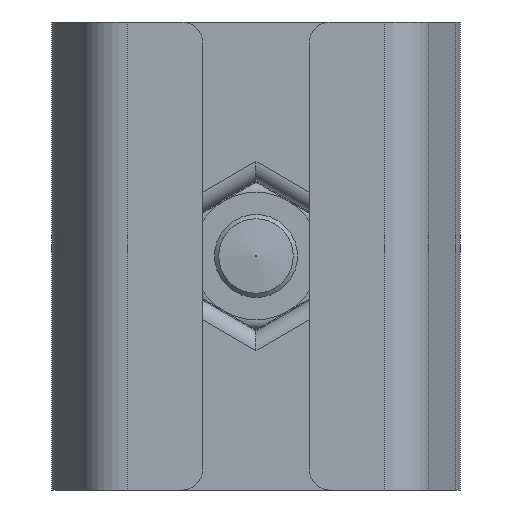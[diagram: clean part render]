
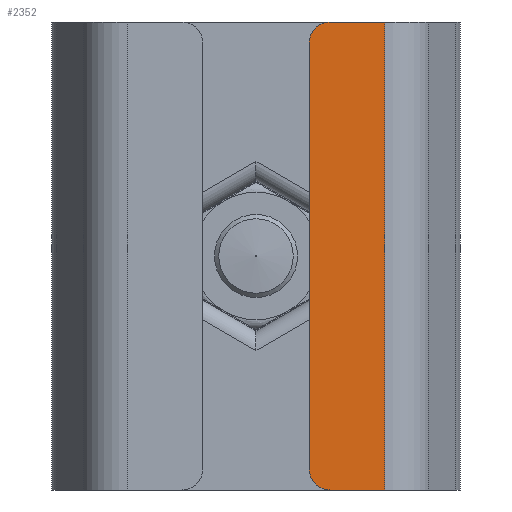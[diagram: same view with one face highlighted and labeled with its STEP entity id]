
A CAD part, front view. The second image highlights one B-rep face of the part: STEP entity #2352.
In plain terms, the highlighted planar face has unit normal (0, -1, 0).
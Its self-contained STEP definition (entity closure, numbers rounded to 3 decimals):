
#118=LINE('',#4905,#249);
#121=LINE('',#4911,#252);
#122=LINE('',#4913,#253);
#123=LINE('',#4915,#254);
#249=VECTOR('',#3111,10.);
#252=VECTOR('',#3116,10.);
#253=VECTOR('',#3117,10.);
#254=VECTOR('',#3118,10.);
#591=FACE_OUTER_BOUND('',#754,.T.);
#754=EDGE_LOOP('',(#1927,#1928,#1929,#1930,#1931,#1932));
#880=CIRCLE('',#2600,5.);
#882=CIRCLE('',#2604,5.);
#1056=VERTEX_POINT('',#4895);
#1057=VERTEX_POINT('',#4896);
#1060=VERTEX_POINT('',#4904);
#1062=VERTEX_POINT('',#4910);
#1063=VERTEX_POINT('',#4912);
#1064=VERTEX_POINT('',#4914);
#1360=EDGE_CURVE('',#1056,#1057,#880,.T.);
#1364=EDGE_CURVE('',#1057,#1060,#118,.T.);
#1367=EDGE_CURVE('',#1056,#1062,#121,.T.);
#1368=EDGE_CURVE('',#1062,#1063,#122,.T.);
#1369=EDGE_CURVE('',#1063,#1064,#123,.T.);
#1370=EDGE_CURVE('',#1060,#1064,#882,.T.);
#1927=ORIENTED_EDGE('',*,*,#1360,.F.);
#1928=ORIENTED_EDGE('',*,*,#1367,.T.);
#1929=ORIENTED_EDGE('',*,*,#1368,.T.);
#1930=ORIENTED_EDGE('',*,*,#1369,.T.);
#1931=ORIENTED_EDGE('',*,*,#1370,.F.);
#1932=ORIENTED_EDGE('',*,*,#1364,.F.);
#2224=PLANE('',#2603);
#2352=ADVANCED_FACE('',(#591),#2224,.T.);
#2600=AXIS2_PLACEMENT_3D('',#4897,#3103,#3104);
#2603=AXIS2_PLACEMENT_3D('',#4909,#3114,#3115);
#2604=AXIS2_PLACEMENT_3D('',#4916,#3119,#3120);
#3103=DIRECTION('center_axis',(0.,1.,0.));
#3104=DIRECTION('ref_axis',(-0.707,0.,-0.707));
#3111=DIRECTION('',(0.,0.,1.));
#3114=DIRECTION('center_axis',(0.,-1.,0.));
#3115=DIRECTION('ref_axis',(0.,0.,-1.));
#3116=DIRECTION('',(1.,0.,0.));
#3117=DIRECTION('',(0.,0.,1.));
#3118=DIRECTION('',(-1.,0.,0.));
#3119=DIRECTION('center_axis',(0.,1.,0.));
#3120=DIRECTION('ref_axis',(-0.707,0.,0.707));
#4895=CARTESIAN_POINT('',(17.5,-7.,-55.));
#4896=CARTESIAN_POINT('',(12.5,-7.,-50.));
#4897=CARTESIAN_POINT('Origin',(17.5,-7.,-50.));
#4904=CARTESIAN_POINT('',(12.5,-7.,50.));
#4905=CARTESIAN_POINT('',(12.5,-7.,0.));
#4909=CARTESIAN_POINT('Origin',(30.243,-7.,0.));
#4910=CARTESIAN_POINT('',(30.243,-7.,-55.));
#4911=CARTESIAN_POINT('',(12.5,-7.,-55.));
#4912=CARTESIAN_POINT('',(30.243,-7.,55.));
#4913=CARTESIAN_POINT('',(30.243,-7.,0.));
#4914=CARTESIAN_POINT('',(17.5,-7.,55.));
#4915=CARTESIAN_POINT('',(12.5,-7.,55.));
#4916=CARTESIAN_POINT('Origin',(17.5,-7.,50.));
